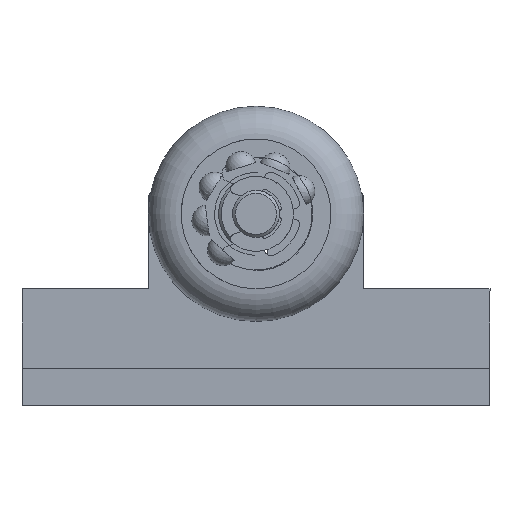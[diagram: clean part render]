
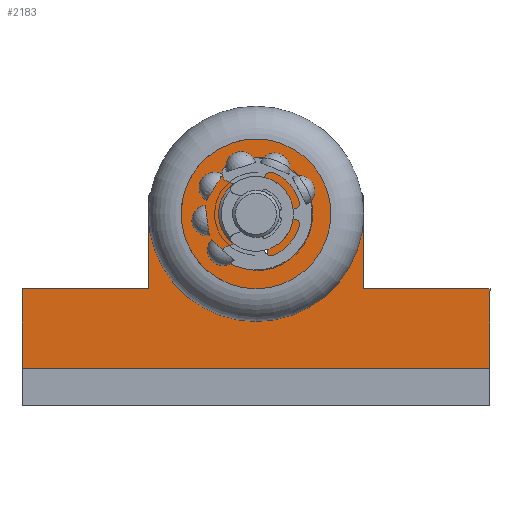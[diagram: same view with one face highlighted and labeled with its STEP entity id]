
A CAD part, left-side view. The second image highlights one B-rep face of the part: STEP entity #2183.
In plain terms, the highlighted planar face has unit normal (-1, 0, 0).
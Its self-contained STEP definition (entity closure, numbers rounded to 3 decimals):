
#134=FACE_BOUND('',#747,.T.);
#150=PLANE('',#2313);
#250=LINE('',#3246,#406);
#254=LINE('',#3258,#410);
#260=LINE('',#3270,#416);
#273=LINE('',#3301,#429);
#277=LINE('',#3308,#433);
#279=LINE('',#3313,#435);
#280=LINE('',#3318,#436);
#281=LINE('',#3320,#437);
#282=LINE('',#3322,#438);
#283=LINE('',#3323,#439);
#284=LINE('',#3328,#440);
#285=LINE('',#3332,#441);
#286=LINE('',#3335,#442);
#406=VECTOR('',#2577,1000.);
#410=VECTOR('',#2589,1000.);
#416=VECTOR('',#2597,1000.);
#429=VECTOR('',#2622,1000.);
#433=VECTOR('',#2628,1000.);
#435=VECTOR('',#2634,1000.);
#436=VECTOR('',#2639,1000.);
#437=VECTOR('',#2640,1000.);
#438=VECTOR('',#2641,1000.);
#439=VECTOR('',#2642,1000.);
#440=VECTOR('',#2645,1000.);
#441=VECTOR('',#2648,1000.);
#442=VECTOR('',#2651,1000.);
#649=FACE_OUTER_BOUND('',#746,.T.);
#746=EDGE_LOOP('',(#1716,#1717,#1718,#1719,#1720,#1721,#1722,#1723,#1724,
#1725,#1726,#1727));
#747=EDGE_LOOP('',(#1728,#1729,#1730,#1731,#1732,#1733));
#843=CIRCLE('',#2300,0.5);
#848=CIRCLE('',#2314,0.5);
#849=CIRCLE('',#2315,0.16);
#850=CIRCLE('',#2316,0.16);
#851=CIRCLE('',#2317,4.);
#1006=VERTEX_POINT('',#3243);
#1007=VERTEX_POINT('',#3245);
#1009=VERTEX_POINT('',#3251);
#1011=VERTEX_POINT('',#3257);
#1013=VERTEX_POINT('',#3263);
#1016=VERTEX_POINT('',#3268);
#1028=VERTEX_POINT('',#3299);
#1030=VERTEX_POINT('',#3306);
#1032=VERTEX_POINT('',#3315);
#1033=VERTEX_POINT('',#3317);
#1034=VERTEX_POINT('',#3319);
#1035=VERTEX_POINT('',#3321);
#1036=VERTEX_POINT('',#3324);
#1037=VERTEX_POINT('',#3325);
#1038=VERTEX_POINT('',#3327);
#1039=VERTEX_POINT('',#3329);
#1040=VERTEX_POINT('',#3331);
#1041=VERTEX_POINT('',#3333);
#1302=EDGE_CURVE('',#1007,#1006,#250,.T.);
#1305=EDGE_CURVE('',#1007,#1009,#843,.T.);
#1308=EDGE_CURVE('',#1011,#1009,#254,.T.);
#1314=EDGE_CURVE('',#1016,#1013,#260,.T.);
#1329=EDGE_CURVE('',#1028,#1016,#273,.T.);
#1333=EDGE_CURVE('',#1028,#1030,#277,.T.);
#1336=EDGE_CURVE('',#1030,#1011,#279,.T.);
#1337=EDGE_CURVE('',#1032,#1006,#848,.T.);
#1338=EDGE_CURVE('',#1032,#1033,#280,.T.);
#1339=EDGE_CURVE('',#1033,#1034,#281,.T.);
#1340=EDGE_CURVE('',#1034,#1035,#282,.T.);
#1341=EDGE_CURVE('',#1035,#1013,#283,.T.);
#1342=EDGE_CURVE('',#1036,#1037,#849,.T.);
#1343=EDGE_CURVE('',#1037,#1038,#284,.T.);
#1344=EDGE_CURVE('',#1038,#1039,#850,.T.);
#1345=EDGE_CURVE('',#1039,#1040,#285,.T.);
#1346=EDGE_CURVE('',#1040,#1041,#851,.T.);
#1347=EDGE_CURVE('',#1041,#1036,#286,.T.);
#1716=ORIENTED_EDGE('',*,*,#1336,.T.);
#1717=ORIENTED_EDGE('',*,*,#1308,.T.);
#1718=ORIENTED_EDGE('',*,*,#1305,.F.);
#1719=ORIENTED_EDGE('',*,*,#1302,.T.);
#1720=ORIENTED_EDGE('',*,*,#1337,.F.);
#1721=ORIENTED_EDGE('',*,*,#1338,.T.);
#1722=ORIENTED_EDGE('',*,*,#1339,.T.);
#1723=ORIENTED_EDGE('',*,*,#1340,.T.);
#1724=ORIENTED_EDGE('',*,*,#1341,.T.);
#1725=ORIENTED_EDGE('',*,*,#1314,.F.);
#1726=ORIENTED_EDGE('',*,*,#1329,.F.);
#1727=ORIENTED_EDGE('',*,*,#1333,.T.);
#1728=ORIENTED_EDGE('',*,*,#1342,.T.);
#1729=ORIENTED_EDGE('',*,*,#1343,.T.);
#1730=ORIENTED_EDGE('',*,*,#1344,.T.);
#1731=ORIENTED_EDGE('',*,*,#1345,.T.);
#1732=ORIENTED_EDGE('',*,*,#1346,.T.);
#1733=ORIENTED_EDGE('',*,*,#1347,.T.);
#2183=ADVANCED_FACE('',(#649,#134),#150,.T.);
#2300=AXIS2_PLACEMENT_3D('',#3252,#2582,#2583);
#2313=AXIS2_PLACEMENT_3D('',#3314,#2635,#2636);
#2314=AXIS2_PLACEMENT_3D('',#3316,#2637,#2638);
#2315=AXIS2_PLACEMENT_3D('',#3326,#2643,#2644);
#2316=AXIS2_PLACEMENT_3D('',#3330,#2646,#2647);
#2317=AXIS2_PLACEMENT_3D('',#3334,#2649,#2650);
#2577=DIRECTION('',(0.,1.,0.));
#2582=DIRECTION('center_axis',(1.,0.,0.));
#2583=DIRECTION('ref_axis',(0.,0.,
1.));
#2589=DIRECTION('',(0.,0.555,0.832));
#2597=DIRECTION('',(0.,1.,0.));
#2622=DIRECTION('',(0.,0.,-1.));
#2628=DIRECTION('',(0.,1.,0.));
#2634=DIRECTION('',(0.,0.,1.));
#2635=DIRECTION('center_axis',(-1.,0.,0.));
#2636=DIRECTION('ref_axis',(0.,0.,-1.));
#2637=DIRECTION('center_axis',(1.,0.,0.));
#2638=DIRECTION('ref_axis',(0.,0.,-1.));
#2639=DIRECTION('',(0.,0.555,-0.832));
#2640=DIRECTION('',(0.,0.,-1.));
#2641=DIRECTION('',(0.,1.,0.));
#2642=DIRECTION('',(0.,0.,-1.));
#2643=DIRECTION('center_axis',(1.,0.,0.));
#2644=DIRECTION('ref_axis',(0.,-1.,0.));
#2645=DIRECTION('',(0.,1.,0.));
#2646=DIRECTION('center_axis',(1.,0.,0.));
#2647=DIRECTION('ref_axis',(0.,-1.,0.));
#2648=DIRECTION('',(0.,0.,1.));
#2649=DIRECTION('center_axis',(1.,0.,0.));
#2650=DIRECTION('ref_axis',(0.,-1.,0.));
#2651=DIRECTION('',(0.,0.,-1.));
#3243=CARTESIAN_POINT('',(-1.885,8.731,10.102));
#3245=CARTESIAN_POINT('',(-1.885,-5.734,10.102));
#3246=CARTESIAN_POINT('',(-1.885,26.498,10.102));
#3251=CARTESIAN_POINT('',(-1.885,-6.15,9.88));
#3252=CARTESIAN_POINT('Origin',(-1.885,-5.734,9.602));
#3257=CARTESIAN_POINT('',(-1.885,-10.002,4.102));
#3258=CARTESIAN_POINT('',(-1.885,-10.002,4.102));
#3263=CARTESIAN_POINT('',(-1.885,26.498,-14.398));
#3268=CARTESIAN_POINT('',(-1.885,-23.502,-14.398));
#3270=CARTESIAN_POINT('',(-1.885,26.498,-14.398));
#3299=CARTESIAN_POINT('',(-1.885,-23.502,-5.898));
#3301=CARTESIAN_POINT('',(-1.885,-23.502,-6.075));
#3306=CARTESIAN_POINT('',(-1.885,-10.002,-5.898));
#3308=CARTESIAN_POINT('',(-1.885,26.498,-5.898));
#3313=CARTESIAN_POINT('',(-1.885,-10.002,-14.398));
#3314=CARTESIAN_POINT('Origin',(-1.885,26.498,-14.398));
#3315=CARTESIAN_POINT('',(-1.885,9.147,9.88));
#3316=CARTESIAN_POINT('Origin',(-1.885,8.731,9.602));
#3317=CARTESIAN_POINT('',(-1.885,12.998,4.102));
#3318=CARTESIAN_POINT('',(-1.885,9.147,9.88));
#3319=CARTESIAN_POINT('',(-1.885,12.998,-5.898));
#3320=CARTESIAN_POINT('',(-1.885,12.998,-14.398));
#3321=CARTESIAN_POINT('',(-1.885,26.498,-5.898));
#3322=CARTESIAN_POINT('',(-1.885,12.998,-5.898));
#3323=CARTESIAN_POINT('',(-1.885,26.498,-6.075));
#3324=CARTESIAN_POINT('',(-1.885,0.248,-2.938));
#3325=CARTESIAN_POINT('',(-1.885,0.408,-3.098));
#3326=CARTESIAN_POINT('Origin',(-1.885,0.408,-2.938));
#3327=CARTESIAN_POINT('',(-1.885,2.588,-3.098));
#3328=CARTESIAN_POINT('',(-1.885,26.498,-3.098));
#3329=CARTESIAN_POINT('',(-1.885,2.748,-2.938));
#3330=CARTESIAN_POINT('Origin',(-1.885,2.588,-2.938));
#3331=CARTESIAN_POINT('',(-1.885,2.748,-1.697));
#3332=CARTESIAN_POINT('',(-1.885,2.748,-2.938));
#3333=CARTESIAN_POINT('',(-1.885,0.248,-1.697));
#3334=CARTESIAN_POINT('Origin',(-1.885,1.498,2.102));
#3335=CARTESIAN_POINT('',(-1.885,0.248,-1.697));
